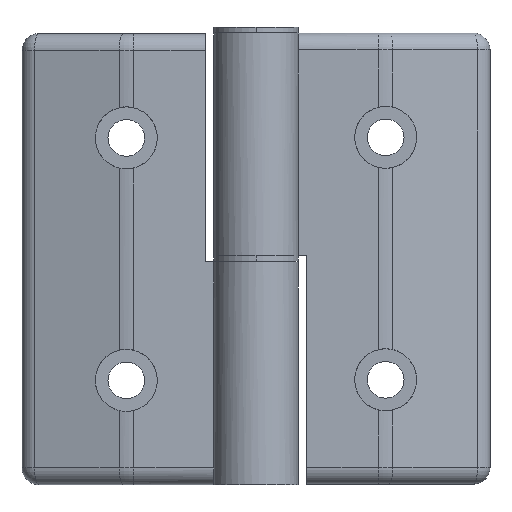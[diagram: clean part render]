
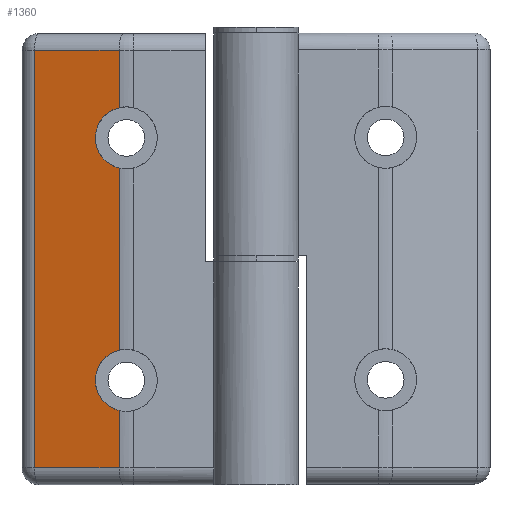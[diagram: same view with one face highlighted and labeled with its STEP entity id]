
A CAD part, top view. The second image highlights one B-rep face of the part: STEP entity #1360.
In plain terms, the highlighted planar face has unit normal (-0.259, 0, 0.966).
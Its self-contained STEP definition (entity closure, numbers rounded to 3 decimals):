
#67 = ORIENTED_EDGE ( 'NONE', *, *, #2892, .F. ) ;
#82 = ORIENTED_EDGE ( 'NONE', *, *, #3225, .F. ) ;
#157 = DIRECTION ( 'NONE',  ( 0., 1., 0. ) ) ;
#181 = CARTESIAN_POINT ( 'NONE',  ( -28.5, 61.5, -1.474 ) ) ;
#202 = EDGE_CURVE ( 'NONE', #2948, #615, #1565, .T. ) ;
#232 = CARTESIAN_POINT ( 'NONE',  ( -24.272, 66.851, -0.341 ) ) ;
#289 = CARTESIAN_POINT ( 'NONE',  ( -26.854, 13.763, -1.033 ) ) ;
#308 = VERTEX_POINT ( 'NONE', #2979 ) ;
#322 = DIRECTION ( 'NONE',  ( 0., -1., 0. ) ) ;
#334 = VERTEX_POINT ( 'NONE', #2925 ) ;
#428 = VECTOR ( 'NONE', #898, 1000. ) ;
#463 = CARTESIAN_POINT ( 'NONE',  ( -24.272, 3., -0.341 ) ) ;
#508 = CARTESIAN_POINT ( 'NONE',  ( -26.854, 23.237, -1.033 ) ) ;
#588 = CARTESIAN_POINT ( 'NONE',  ( -24.272, 80., -0.341 ) ) ;
#590 = CARTESIAN_POINT ( 'NONE',  ( -24.272, 77., -0.341 ) ) ;
#615 = VERTEX_POINT ( 'NONE', #3136 ) ;
#647 = ORIENTED_EDGE ( 'NONE', *, *, #202, .F. ) ;
#689 = FACE_OUTER_BOUND ( 'NONE', #1900, .T. ) ;
#772 = CARTESIAN_POINT ( 'NONE',  ( -28.5, 21.154, -1.474 ) ) ;
#810 = EDGE_CURVE ( 'NONE', #334, #2948, #2602, .T. ) ;
#820 = VERTEX_POINT ( 'NONE', #2113 ) ;
#873 =( BOUNDED_CURVE ( )  B_SPLINE_CURVE ( 3, ( #3063, #2860, #289, #1581 ),
 .UNSPECIFIED., .F., .T. ) 
 B_SPLINE_CURVE_WITH_KNOTS ( ( 4, 4 ),
 ( 3.142, 4.479 ),
 .UNSPECIFIED. ) 
 CURVE ( )  GEOMETRIC_REPRESENTATION_ITEM ( )  RATIONAL_B_SPLINE_CURVE ( ( 1., 0.856, 0.856, 1. ) ) 
 REPRESENTATION_ITEM ( '' )  );
#893 = DIRECTION ( 'NONE',  ( 0., -1., 0. ) ) ;
#898 = DIRECTION ( 'NONE',  ( -0.966, 0., -0.259 ) ) ;
#937 = CARTESIAN_POINT ( 'NONE',  ( -38.5, 3., -4.153 ) ) ;
#982 = VERTEX_POINT ( 'NONE', #232 ) ;
#985 = CARTESIAN_POINT ( 'NONE',  ( -24.272, 66.851, -0.341 ) ) ;
#1003 = CARTESIAN_POINT ( 'NONE',  ( -41.5, 77., -4.957 ) ) ;
#1012 = VERTEX_POINT ( 'NONE', #1520 ) ;
#1017 = CARTESIAN_POINT ( 'NONE',  ( -24.272, 23.851, -0.341 ) ) ;
#1158 = AXIS2_PLACEMENT_3D ( 'NONE', #2251, #1238, #2714 ) ;
#1181 = CARTESIAN_POINT ( 'NONE',  ( -28.5, 58.846, -1.474 ) ) ;
#1188 = PLANE ( 'NONE',  #1158 ) ;
#1238 = DIRECTION ( 'NONE',  ( 0.259, 0., -0.966 ) ) ;
#1259 = DIRECTION ( 'NONE',  ( 0., -1., 0. ) ) ;
#1360 = ADVANCED_FACE ( 'NONE', ( #689 ), #1188, .F. ) ;
#1408 = VERTEX_POINT ( 'NONE', #463 ) ;
#1430 = CARTESIAN_POINT ( 'NONE',  ( -39.276, 80., -4.361 ) ) ;
#1520 = CARTESIAN_POINT ( 'NONE',  ( -39.276, 77., -4.361 ) ) ;
#1551 = EDGE_CURVE ( 'NONE', #2715, #308, #873, .T. ) ;
#1565 = LINE ( 'NONE', #2908, #1568 ) ;
#1568 = VECTOR ( 'NONE', #322, 1000. ) ;
#1572 = EDGE_CURVE ( 'NONE', #1012, #3180, #2089, .T. ) ;
#1581 = CARTESIAN_POINT ( 'NONE',  ( -24.272, 13.149, -0.341 ) ) ;
#1625 = CARTESIAN_POINT ( 'NONE',  ( -28.5, 64.154, -1.474 ) ) ;
#1699 = CARTESIAN_POINT ( 'NONE',  ( -26.854, 66.237, -1.033 ) ) ;
#1721 = EDGE_CURVE ( 'NONE', #308, #1408, #3025, .T. ) ;
#1764 = CARTESIAN_POINT ( 'NONE',  ( -24.272, 56.149, -0.341 ) ) ;
#1793 = EDGE_CURVE ( 'NONE', #982, #334, #2138, .T. ) ;
#1892 = LINE ( 'NONE', #2917, #2340 ) ;
#1900 = EDGE_LOOP ( 'NONE', ( #1988, #1973, #2743, #647, #3121, #2634, #2875, #2365, #82, #67 ) ) ;
#1912 = LINE ( 'NONE', #1430, #2331 ) ;
#1973 = ORIENTED_EDGE ( 'NONE', *, *, #1551, .F. ) ;
#1988 = ORIENTED_EDGE ( 'NONE', *, *, #1721, .F. ) ;
#2089 = LINE ( 'NONE', #1003, #3082 ) ;
#2113 = CARTESIAN_POINT ( 'NONE',  ( -39.276, 3., -4.361 ) ) ;
#2138 =( BOUNDED_CURVE ( )  B_SPLINE_CURVE ( 3, ( #985, #1699, #1625, #2680 ),
 .UNSPECIFIED., .F., .T. ) 
 B_SPLINE_CURVE_WITH_KNOTS ( ( 4, 4 ),
 ( 1.804, 3.142 ),
 .UNSPECIFIED. ) 
 CURVE ( )  GEOMETRIC_REPRESENTATION_ITEM ( )  RATIONAL_B_SPLINE_CURVE ( ( 1., 0.856, 0.856, 1. ) ) 
 REPRESENTATION_ITEM ( '' )  );
#2210 = LINE ( 'NONE', #937, #428 ) ;
#2211 = CARTESIAN_POINT ( 'NONE',  ( -26.854, 56.763, -1.033 ) ) ;
#2251 = CARTESIAN_POINT ( 'NONE',  ( -41.5, 80., -4.957 ) ) ;
#2260 = EDGE_CURVE ( 'NONE', #3180, #982, #1892, .T. ) ;
#2331 = VECTOR ( 'NONE', #157, 1000. ) ;
#2333 = VECTOR ( 'NONE', #1259, 1000. ) ;
#2340 = VECTOR ( 'NONE', #893, 1000. ) ;
#2365 = ORIENTED_EDGE ( 'NONE', *, *, #1572, .F. ) ;
#2602 =( BOUNDED_CURVE ( )  B_SPLINE_CURVE ( 3, ( #181, #1181, #2211, #3233 ),
 .UNSPECIFIED., .F., .T. ) 
 B_SPLINE_CURVE_WITH_KNOTS ( ( 4, 4 ),
 ( 3.142, 4.479 ),
 .UNSPECIFIED. ) 
 CURVE ( )  GEOMETRIC_REPRESENTATION_ITEM ( )  RATIONAL_B_SPLINE_CURVE ( ( 1., 0.856, 0.856, 1. ) ) 
 REPRESENTATION_ITEM ( '' )  );
#2634 = ORIENTED_EDGE ( 'NONE', *, *, #1793, .F. ) ;
#2680 = CARTESIAN_POINT ( 'NONE',  ( -28.5, 61.5, -1.474 ) ) ;
#2714 = DIRECTION ( 'NONE',  ( 0.966, 0., 0.259 ) ) ;
#2715 = VERTEX_POINT ( 'NONE', #3122 ) ;
#2743 = ORIENTED_EDGE ( 'NONE', *, *, #2905, .F. ) ;
#2812 =( BOUNDED_CURVE ( )  B_SPLINE_CURVE ( 3, ( #1017, #508, #772, #3005 ),
 .UNSPECIFIED., .F., .F. ) 
 B_SPLINE_CURVE_WITH_KNOTS ( ( 4, 4 ),
 ( 1.804, 3.142 ),
 .UNSPECIFIED. ) 
 CURVE ( )  GEOMETRIC_REPRESENTATION_ITEM ( )  RATIONAL_B_SPLINE_CURVE ( ( 1., 0.856, 0.856, 1. ) ) 
 REPRESENTATION_ITEM ( '' )  );
#2860 = CARTESIAN_POINT ( 'NONE',  ( -28.5, 15.846, -1.474 ) ) ;
#2875 = ORIENTED_EDGE ( 'NONE', *, *, #2260, .F. ) ;
#2892 = EDGE_CURVE ( 'NONE', #1408, #820, #2210, .T. ) ;
#2905 = EDGE_CURVE ( 'NONE', #615, #2715, #2812, .T. ) ;
#2908 = CARTESIAN_POINT ( 'NONE',  ( -24.272, 80., -0.341 ) ) ;
#2917 = CARTESIAN_POINT ( 'NONE',  ( -24.272, 80., -0.341 ) ) ;
#2925 = CARTESIAN_POINT ( 'NONE',  ( -28.5, 61.5, -1.474 ) ) ;
#2948 = VERTEX_POINT ( 'NONE', #1764 ) ;
#2979 = CARTESIAN_POINT ( 'NONE',  ( -24.272, 13.149, -0.341 ) ) ;
#3005 = CARTESIAN_POINT ( 'NONE',  ( -28.5, 18.5, -1.474 ) ) ;
#3025 = LINE ( 'NONE', #588, #2333 ) ;
#3048 = DIRECTION ( 'NONE',  ( 0.966, 0., 0.259 ) ) ;
#3063 = CARTESIAN_POINT ( 'NONE',  ( -28.5, 18.5, -1.474 ) ) ;
#3082 = VECTOR ( 'NONE', #3048, 1000. ) ;
#3121 = ORIENTED_EDGE ( 'NONE', *, *, #810, .F. ) ;
#3122 = CARTESIAN_POINT ( 'NONE',  ( -28.5, 18.5, -1.474 ) ) ;
#3136 = CARTESIAN_POINT ( 'NONE',  ( -24.272, 23.851, -0.341 ) ) ;
#3180 = VERTEX_POINT ( 'NONE', #590 ) ;
#3225 = EDGE_CURVE ( 'NONE', #820, #1012, #1912, .T. ) ;
#3233 = CARTESIAN_POINT ( 'NONE',  ( -24.272, 56.149, -0.341 ) ) ;
